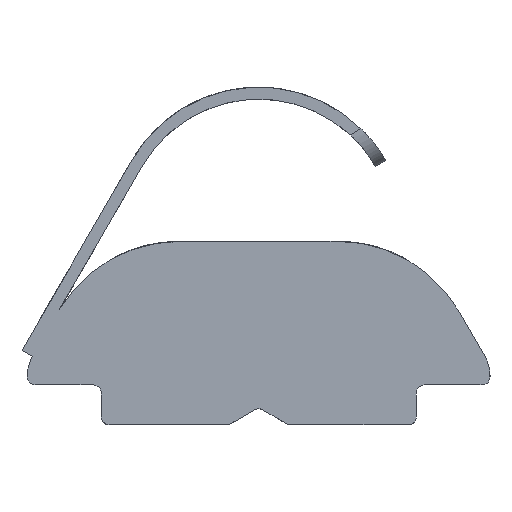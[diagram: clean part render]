
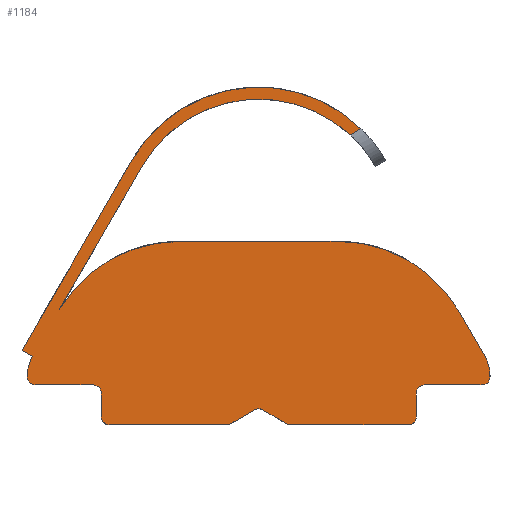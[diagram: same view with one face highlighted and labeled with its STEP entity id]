
A CAD part, left-side view. The second image highlights one B-rep face of the part: STEP entity #1184.
In plain terms, the highlighted planar face has unit normal (-1, 0, 0).
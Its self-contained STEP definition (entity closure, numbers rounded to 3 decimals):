
#35=PLANE('',#1290);
#86=FACE_OUTER_BOUND('',#148,.T.);
#148=EDGE_LOOP('',(#940,#941,#942,#943,#944,#945,#946,#947,#948,#949,#950,
#951,#952,#953,#954,#955,#956,#957,#958,#959,#960,#961,#962,#963,#964,#965,
#966,#967,#968));
#236=CIRCLE('',#1265,3.677);
#242=CIRCLE('',#1284,3.377);
#243=CIRCLE('',#1288,3.5);
#245=CIRCLE('',#1291,1.);
#246=CIRCLE('',#1292,0.2);
#247=CIRCLE('',#1293,0.2);
#248=CIRCLE('',#1294,0.2);
#249=CIRCLE('',#1295,0.2);
#250=CIRCLE('',#1296,0.2);
#251=CIRCLE('',#1297,0.2);
#252=CIRCLE('',#1298,0.2);
#253=CIRCLE('',#1299,1.);
#254=CIRCLE('',#1300,3.5);
#277=LINE('',#2666,#369);
#296=LINE('',#2824,#388);
#297=LINE('',#2830,#389);
#302=LINE('',#2838,#394);
#305=LINE('',#2850,#397);
#306=LINE('',#2854,#398);
#307=LINE('',#2858,#399);
#308=LINE('',#2862,#400);
#309=LINE('',#2864,#401);
#310=LINE('',#2868,#402);
#311=LINE('',#2870,#403);
#312=LINE('',#2874,#404);
#313=LINE('',#2878,#405);
#314=LINE('',#2882,#406);
#315=LINE('',#2886,#407);
#316=LINE('',#2889,#408);
#369=VECTOR('',#1422,1.);
#388=VECTOR('',#1483,1.);
#389=VECTOR('',#1490,1.);
#394=VECTOR('',#1497,1.);
#397=VECTOR('',#1510,1.);
#398=VECTOR('',#1513,1.);
#399=VECTOR('',#1516,1.);
#400=VECTOR('',#1519,1.);
#401=VECTOR('',#1520,1.);
#402=VECTOR('',#1523,1.);
#403=VECTOR('',#1524,1.);
#404=VECTOR('',#1527,1.);
#405=VECTOR('',#1530,1.);
#406=VECTOR('',#1533,1.);
#407=VECTOR('',#1536,1.);
#408=VECTOR('',#1539,1.);
#493=VERTEX_POINT('',#2642);
#495=VERTEX_POINT('',#2655);
#502=VERTEX_POINT('',#2707);
#520=VERTEX_POINT('',#2819);
#521=VERTEX_POINT('',#2822);
#522=VERTEX_POINT('',#2828);
#523=VERTEX_POINT('',#2829);
#526=VERTEX_POINT('',#2840);
#528=VERTEX_POINT('',#2847);
#529=VERTEX_POINT('',#2849);
#530=VERTEX_POINT('',#2851);
#531=VERTEX_POINT('',#2853);
#532=VERTEX_POINT('',#2855);
#533=VERTEX_POINT('',#2857);
#534=VERTEX_POINT('',#2859);
#535=VERTEX_POINT('',#2861);
#536=VERTEX_POINT('',#2863);
#537=VERTEX_POINT('',#2865);
#538=VERTEX_POINT('',#2867);
#539=VERTEX_POINT('',#2869);
#540=VERTEX_POINT('',#2871);
#541=VERTEX_POINT('',#2873);
#542=VERTEX_POINT('',#2875);
#543=VERTEX_POINT('',#2877);
#544=VERTEX_POINT('',#2879);
#545=VERTEX_POINT('',#2881);
#546=VERTEX_POINT('',#2883);
#547=VERTEX_POINT('',#2885);
#548=VERTEX_POINT('',#2887);
#632=EDGE_CURVE('',#493,#495,#277,.T.);
#641=EDGE_CURVE('',#502,#495,#236,.T.);
#670=EDGE_CURVE('',#521,#520,#296,.T.);
#671=EDGE_CURVE('',#493,#521,#242,.T.);
#672=EDGE_CURVE('',#522,#523,#297,.T.);
#677=EDGE_CURVE('',#523,#502,#302,.T.);
#678=EDGE_CURVE('',#520,#526,#243,.T.);
#682=EDGE_CURVE('',#528,#522,#245,.T.);
#683=EDGE_CURVE('',#529,#528,#305,.T.);
#684=EDGE_CURVE('',#530,#529,#246,.T.);
#685=EDGE_CURVE('',#531,#530,#306,.T.);
#686=EDGE_CURVE('',#532,#531,#247,.T.);
#687=EDGE_CURVE('',#533,#532,#307,.T.);
#688=EDGE_CURVE('',#534,#533,#248,.T.);
#689=EDGE_CURVE('',#535,#534,#308,.T.);
#690=EDGE_CURVE('',#536,#535,#309,.T.);
#691=EDGE_CURVE('',#537,#536,#249,.T.);
#692=EDGE_CURVE('',#538,#537,#310,.T.);
#693=EDGE_CURVE('',#539,#538,#311,.T.);
#694=EDGE_CURVE('',#540,#539,#250,.T.);
#695=EDGE_CURVE('',#541,#540,#312,.T.);
#696=EDGE_CURVE('',#542,#541,#251,.T.);
#697=EDGE_CURVE('',#543,#542,#313,.T.);
#698=EDGE_CURVE('',#544,#543,#252,.T.);
#699=EDGE_CURVE('',#545,#544,#314,.T.);
#700=EDGE_CURVE('',#546,#545,#253,.T.);
#701=EDGE_CURVE('',#547,#546,#315,.T.);
#702=EDGE_CURVE('',#548,#547,#254,.T.);
#703=EDGE_CURVE('',#526,#548,#316,.T.);
#940=ORIENTED_EDGE('',*,*,#678,.F.);
#941=ORIENTED_EDGE('',*,*,#670,.F.);
#942=ORIENTED_EDGE('',*,*,#671,.F.);
#943=ORIENTED_EDGE('',*,*,#632,.T.);
#944=ORIENTED_EDGE('',*,*,#641,.F.);
#945=ORIENTED_EDGE('',*,*,#677,.F.);
#946=ORIENTED_EDGE('',*,*,#672,.F.);
#947=ORIENTED_EDGE('',*,*,#682,.F.);
#948=ORIENTED_EDGE('',*,*,#683,.F.);
#949=ORIENTED_EDGE('',*,*,#684,.F.);
#950=ORIENTED_EDGE('',*,*,#685,.F.);
#951=ORIENTED_EDGE('',*,*,#686,.F.);
#952=ORIENTED_EDGE('',*,*,#687,.F.);
#953=ORIENTED_EDGE('',*,*,#688,.F.);
#954=ORIENTED_EDGE('',*,*,#689,.F.);
#955=ORIENTED_EDGE('',*,*,#690,.F.);
#956=ORIENTED_EDGE('',*,*,#691,.F.);
#957=ORIENTED_EDGE('',*,*,#692,.F.);
#958=ORIENTED_EDGE('',*,*,#693,.F.);
#959=ORIENTED_EDGE('',*,*,#694,.F.);
#960=ORIENTED_EDGE('',*,*,#695,.F.);
#961=ORIENTED_EDGE('',*,*,#696,.F.);
#962=ORIENTED_EDGE('',*,*,#697,.F.);
#963=ORIENTED_EDGE('',*,*,#698,.F.);
#964=ORIENTED_EDGE('',*,*,#699,.F.);
#965=ORIENTED_EDGE('',*,*,#700,.F.);
#966=ORIENTED_EDGE('',*,*,#701,.F.);
#967=ORIENTED_EDGE('',*,*,#702,.F.);
#968=ORIENTED_EDGE('',*,*,#703,.F.);
#1184=ADVANCED_FACE('',(#86),#35,.T.);
#1265=AXIS2_PLACEMENT_3D('',#2709,#1433,#1434);
#1284=AXIS2_PLACEMENT_3D('',#2826,#1486,#1487);
#1288=AXIS2_PLACEMENT_3D('',#2841,#1500,#1501);
#1290=AXIS2_PLACEMENT_3D('',#2846,#1506,#1507);
#1291=AXIS2_PLACEMENT_3D('',#2848,#1508,#1509);
#1292=AXIS2_PLACEMENT_3D('',#2852,#1511,#1512);
#1293=AXIS2_PLACEMENT_3D('',#2856,#1514,#1515);
#1294=AXIS2_PLACEMENT_3D('',#2860,#1517,#1518);
#1295=AXIS2_PLACEMENT_3D('',#2866,#1521,#1522);
#1296=AXIS2_PLACEMENT_3D('',#2872,#1525,#1526);
#1297=AXIS2_PLACEMENT_3D('',#2876,#1528,#1529);
#1298=AXIS2_PLACEMENT_3D('',#2880,#1531,#1532);
#1299=AXIS2_PLACEMENT_3D('',#2884,#1534,#1535);
#1300=AXIS2_PLACEMENT_3D('',#2888,#1537,#1538);
#1422=DIRECTION('',(0.,-0.866,0.5));
#1433=DIRECTION('center_axis',(1.,0.,0.));
#1434=DIRECTION('ref_axis',(0.,-0.866,0.5));
#1483=DIRECTION('',(0.,0.5,-0.866));
#1486=DIRECTION('center_axis',(-1.,0.,0.));
#1487=DIRECTION('ref_axis',(0.,-0.866,0.5));
#1490=DIRECTION('',(0.,0.866,0.5));
#1497=DIRECTION('',(0.,-0.5,0.866));
#1500=DIRECTION('center_axis',(1.,0.,0.));
#1501=DIRECTION('ref_axis',(0.,0.,1.));
#1506=DIRECTION('center_axis',(-1.,0.,0.));
#1507=DIRECTION('ref_axis',(0.,0.,-1.));
#1508=DIRECTION('center_axis',(1.,0.,0.));
#1509=DIRECTION('ref_axis',(0.,0.866,0.5));
#1510=DIRECTION('',(0.,0.,1.));
#1511=DIRECTION('center_axis',(1.,0.,0.));
#1512=DIRECTION('ref_axis',(0.,1.,0.));
#1513=DIRECTION('',(0.,1.,0.));
#1514=DIRECTION('center_axis',(-1.,0.,0.));
#1515=DIRECTION('ref_axis',(0.,-1.,0.));
#1516=DIRECTION('',(0.,0.,1.));
#1517=DIRECTION('center_axis',(1.,0.,0.));
#1518=DIRECTION('ref_axis',(0.,1.,0.));
#1519=DIRECTION('',(0.,1.,0.));
#1520=DIRECTION('',(0.,0.866,-0.5));
#1521=DIRECTION('center_axis',(-1.,0.,0.));
#1522=DIRECTION('ref_axis',(0.,-0.5,0.866));
#1523=DIRECTION('',(0.,0.866,0.5));
#1524=DIRECTION('',(0.,1.,0.));
#1525=DIRECTION('center_axis',(1.,0.,0.));
#1526=DIRECTION('ref_axis',(0.,0.,-1.));
#1527=DIRECTION('',(0.,0.,-1.));
#1528=DIRECTION('center_axis',(-1.,0.,0.));
#1529=DIRECTION('ref_axis',(0.,0.,1.));
#1530=DIRECTION('',(0.,1.,0.));
#1531=DIRECTION('center_axis',(1.,0.,0.));
#1532=DIRECTION('ref_axis',(0.,0.,-1.));
#1533=DIRECTION('',(0.,0.,-1.));
#1534=DIRECTION('center_axis',(1.,0.,0.));
#1535=DIRECTION('ref_axis',(0.,-1.,0.));
#1536=DIRECTION('',(0.,-0.5,-0.866));
#1537=DIRECTION('center_axis',(1.,0.,0.));
#1538=DIRECTION('ref_axis',(0.,-0.866,0.5));
#1539=DIRECTION('',(0.,-1.,0.));
#2642=CARTESIAN_POINT('',(-8.,-2.294,7.269));
#2655=CARTESIAN_POINT('',(-8.,-2.565,7.426));
#2666=CARTESIAN_POINT('',(-8.,0.923,5.412));
#2707=CARTESIAN_POINT('',(-8.,3.185,6.629));
#2709=CARTESIAN_POINT('Origin',(-8.,0.,4.79));
#2819=CARTESIAN_POINT('',(-8.,5.002,2.882));
#2822=CARTESIAN_POINT('',(-8.,2.925,6.479));
#2824=CARTESIAN_POINT('',(-8.,5.675,1.716));
#2826=CARTESIAN_POINT('Origin',(-8.,0.,4.79));
#2828=CARTESIAN_POINT('',(-8.,5.675,1.716));
#2829=CARTESIAN_POINT('',(-8.,5.935,1.866));
#2830=CARTESIAN_POINT('',(-8.,5.935,1.866));
#2838=CARTESIAN_POINT('',(-8.,3.185,6.629));
#2840=CARTESIAN_POINT('',(-8.,1.989,4.6));
#2841=CARTESIAN_POINT('Origin',(-8.,1.989,1.1));
#2846=CARTESIAN_POINT('Origin',(-8.,0.,2.094));
#2847=CARTESIAN_POINT('',(-8.,5.8,1.232));
#2848=CARTESIAN_POINT('Origin',(-8.,4.8,1.232));
#2849=CARTESIAN_POINT('',(-8.,5.8,1.2));
#2850=CARTESIAN_POINT('',(-8.,5.8,1.2));
#2851=CARTESIAN_POINT('',(-8.,5.6,1.));
#2852=CARTESIAN_POINT('Origin',(-8.,5.6,1.2));
#2853=CARTESIAN_POINT('',(-8.,4.15,1.));
#2854=CARTESIAN_POINT('',(-8.,4.15,1.));
#2855=CARTESIAN_POINT('',(-8.,3.95,0.8));
#2856=CARTESIAN_POINT('Origin',(-8.,4.15,0.8));
#2857=CARTESIAN_POINT('',(-8.,3.95,0.2));
#2858=CARTESIAN_POINT('',(-8.,3.95,0.2));
#2859=CARTESIAN_POINT('',(-8.,3.75,0.));
#2860=CARTESIAN_POINT('Origin',(-8.,3.75,0.2));
#2861=CARTESIAN_POINT('',(-8.,0.75,0.));
#2862=CARTESIAN_POINT('',(-8.,0.75,0.));
#2863=CARTESIAN_POINT('',(-8.,0.1,0.375));
#2864=CARTESIAN_POINT('',(-8.,0.1,0.375));
#2865=CARTESIAN_POINT('',(-8.,-0.1,0.375));
#2866=CARTESIAN_POINT('Origin',(-8.,0.,0.202));
#2867=CARTESIAN_POINT('',(-8.,-0.75,0.));
#2868=CARTESIAN_POINT('',(-8.,-0.75,0.));
#2869=CARTESIAN_POINT('',(-8.,-3.75,0.));
#2870=CARTESIAN_POINT('',(-8.,-3.75,0.));
#2871=CARTESIAN_POINT('',(-8.,-3.95,0.2));
#2872=CARTESIAN_POINT('Origin',(-8.,-3.75,0.2));
#2873=CARTESIAN_POINT('',(-8.,-3.95,0.8));
#2874=CARTESIAN_POINT('',(-8.,-3.95,0.8));
#2875=CARTESIAN_POINT('',(-8.,-4.15,1.));
#2876=CARTESIAN_POINT('Origin',(-8.,-4.15,0.8));
#2877=CARTESIAN_POINT('',(-8.,-5.6,1.));
#2878=CARTESIAN_POINT('',(-8.,-5.6,1.));
#2879=CARTESIAN_POINT('',(-8.,-5.8,1.2));
#2880=CARTESIAN_POINT('Origin',(-8.,-5.6,1.2));
#2881=CARTESIAN_POINT('',(-8.,-5.8,1.232));
#2882=CARTESIAN_POINT('',(-8.,-5.8,1.232));
#2883=CARTESIAN_POINT('',(-8.,-5.666,1.732));
#2884=CARTESIAN_POINT('Origin',(-8.,-4.8,1.232));
#2885=CARTESIAN_POINT('',(-8.,-5.021,2.85));
#2886=CARTESIAN_POINT('',(-8.,-5.021,2.85));
#2887=CARTESIAN_POINT('',(-8.,-1.989,4.6));
#2888=CARTESIAN_POINT('Origin',(-8.,-1.989,1.1));
#2889=CARTESIAN_POINT('',(-8.,1.989,4.6));
